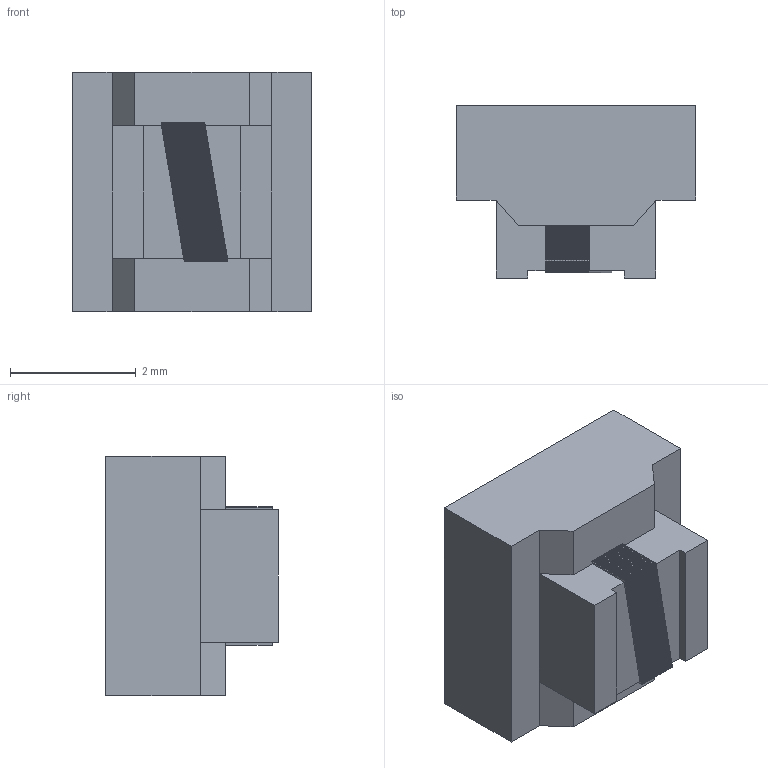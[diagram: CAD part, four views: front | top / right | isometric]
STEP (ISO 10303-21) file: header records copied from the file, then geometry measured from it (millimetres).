
FILE_DESCRIPTION((''),'2;1');
FILE_NAME('PM1008S','2012-08-14T',('ryans'),('Bourns, Inc.'),'PRO/ENGINEER BY PARAMETRIC TECHNOLOGY CORPORATION, 2010100','PRO/ENGINEER BY PARAMETRIC TECHNOLOGY CORPORATION, 2010100','');
FILE_SCHEMA(('CONFIG_CONTROL_DESIGN'));
Length unit declared in the file: millimetre
Products named in the file (1): PM1008S
Bounding box: 3.81 x 2.74 x 3.81 mm (x, y, z)
Volume: 29.6 mm3; surface area: 71.9 mm2
Topology: 1 solids, 1 shells, 582 faces, 1400 edges, 820 vertices
Faces by surface type: plane 246, cylinder 224, sphere 112
Entity records: 16590 total; most frequent: DIRECTION 3012, CARTESIAN_POINT 2802, ORIENTED_EDGE 2800, EDGE_CURVE 1400, AXIS2_PLACEMENT_3D 1030, VECTOR 952, LINE 952, VERTEX_POINT 820
